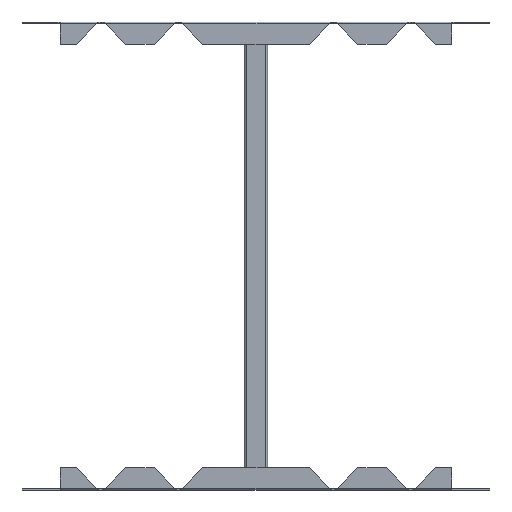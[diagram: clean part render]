
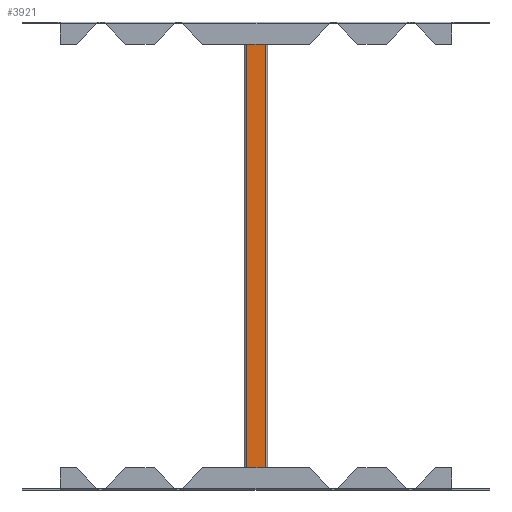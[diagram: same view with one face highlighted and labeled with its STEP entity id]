
A CAD part, front view. The second image highlights one B-rep face of the part: STEP entity #3921.
In plain terms, the highlighted planar face has unit normal (0, -1, 0).
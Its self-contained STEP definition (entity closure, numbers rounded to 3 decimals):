
#210 = DIRECTION ( 'NONE',  ( -1., 0., 0. ) ) ;
#539 = CARTESIAN_POINT ( 'NONE',  ( -12., 0., -296.5 ) ) ;
#621 = DIRECTION ( 'NONE',  ( 0., 0., 1. ) ) ;
#655 = DIRECTION ( 'NONE',  ( 1., 0., 0. ) ) ;
#811 = LINE ( 'NONE', #1639, #7629 ) ;
#837 = EDGE_CURVE ( 'NONE', #1092, #8067, #3868, .T. ) ;
#1092 = VERTEX_POINT ( 'NONE', #4654 ) ;
#1175 = CARTESIAN_POINT ( 'NONE',  ( 13.5, 0., 296.5 ) ) ;
#1327 = CARTESIAN_POINT ( 'NONE',  ( -12., 0., -296.5 ) ) ;
#1615 = DIRECTION ( 'NONE',  ( -1., 0., 0. ) ) ;
#1639 = CARTESIAN_POINT ( 'NONE',  ( -13.5, 0., -296.5 ) ) ;
#1774 = LINE ( 'NONE', #539, #7469 ) ;
#2247 = EDGE_CURVE ( 'NONE', #6267, #3866, #811, .T. ) ;
#3471 = EDGE_CURVE ( 'NONE', #8067, #6267, #5218, .T. ) ;
#3736 = ORIENTED_EDGE ( 'NONE', *, *, #6168, .F. ) ;
#3866 = VERTEX_POINT ( 'NONE', #1327 ) ;
#3868 = LINE ( 'NONE', #1175, #5384 ) ;
#3921 = ADVANCED_FACE ( 'NONE', ( #6121 ), #4004, .F. ) ;
#4004 = PLANE ( 'NONE',  #6743 ) ;
#4060 = DIRECTION ( 'NONE',  ( 0., 1., 0. ) ) ;
#4560 = ORIENTED_EDGE ( 'NONE', *, *, #837, .F. ) ;
#4642 = ORIENTED_EDGE ( 'NONE', *, *, #2247, .F. ) ;
#4654 = CARTESIAN_POINT ( 'NONE',  ( -12., 0., 296.5 ) ) ;
#5218 = LINE ( 'NONE', #7133, #5295 ) ;
#5295 = VECTOR ( 'NONE', #7727, 1000. ) ;
#5384 = VECTOR ( 'NONE', #655, 1000. ) ;
#5439 = ORIENTED_EDGE ( 'NONE', *, *, #3471, .F. ) ;
#6121 = FACE_OUTER_BOUND ( 'NONE', #6552, .T. ) ;
#6168 = EDGE_CURVE ( 'NONE', #3866, #1092, #1774, .T. ) ;
#6267 = VERTEX_POINT ( 'NONE', #7630 ) ;
#6552 = EDGE_LOOP ( 'NONE', ( #3736, #4642, #5439, #4560 ) ) ;
#6743 = AXIS2_PLACEMENT_3D ( 'NONE', #7816, #4060, #210 ) ;
#7133 = CARTESIAN_POINT ( 'NONE',  ( 12., 0., -296.5 ) ) ;
#7469 = VECTOR ( 'NONE', #621, 1000. ) ;
#7629 = VECTOR ( 'NONE', #1615, 1000. ) ;
#7630 = CARTESIAN_POINT ( 'NONE',  ( 12., 0., -296.5 ) ) ;
#7727 = DIRECTION ( 'NONE',  ( 0., 0., -1. ) ) ;
#7816 = CARTESIAN_POINT ( 'NONE',  ( -12., 0., -296.5 ) ) ;
#7871 = CARTESIAN_POINT ( 'NONE',  ( 12., 0., 296.5 ) ) ;
#8067 = VERTEX_POINT ( 'NONE', #7871 ) ;
